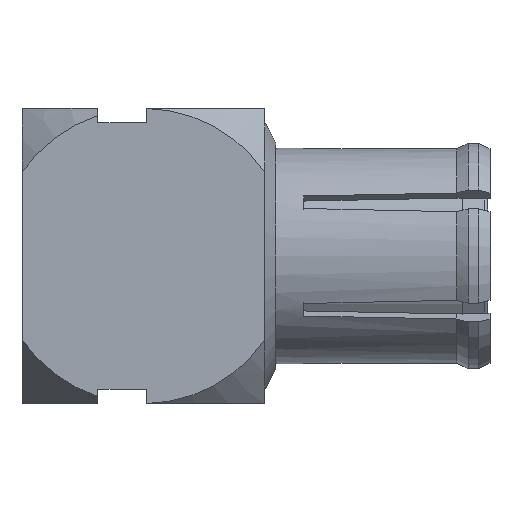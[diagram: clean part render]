
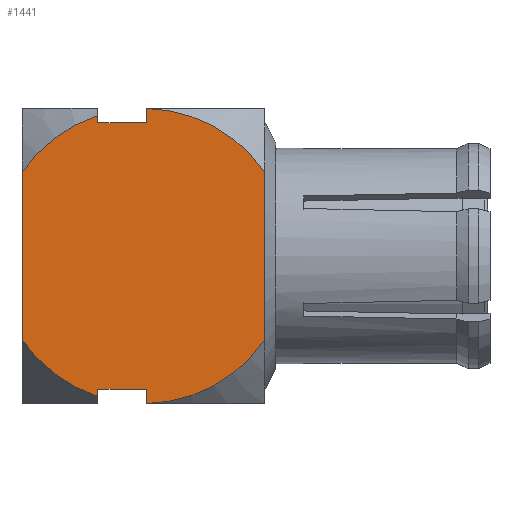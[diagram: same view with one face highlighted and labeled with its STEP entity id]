
A CAD part, left-side view. The second image highlights one B-rep face of the part: STEP entity #1441.
In plain terms, the highlighted planar face has unit normal (-1, 0, 0).
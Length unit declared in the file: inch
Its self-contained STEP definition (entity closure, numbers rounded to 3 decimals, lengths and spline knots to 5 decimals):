
#84 = DIRECTION ( 'NONE',  ( 0., 0., -1. ) ) ;
#88 = CARTESIAN_POINT ( 'NONE',  ( -0.1056, 0.1634, 0.092 ) ) ;
#95 = CARTESIAN_POINT ( 'NONE',  ( -0.1056, 0.0813, -0.05786 ) ) ;
#101 = CARTESIAN_POINT ( 'NONE',  ( -0.1056, 0.0813, 0.102 ) ) ;
#157 = EDGE_CURVE ( 'NONE', #2245, #2844, #3466, .T. ) ;
#163 = CARTESIAN_POINT ( 'NONE',  ( -0.1056, 0.1968, 0.092 ) ) ;
#176 = EDGE_CURVE ( 'NONE', #2641, #804, #1321, .T. ) ;
#261 = CARTESIAN_POINT ( 'NONE',  ( -0.1056, 0.0813, 0.092 ) ) ;
#273 = ORIENTED_EDGE ( 'NONE', *, *, #1215, .F. ) ;
#353 = CARTESIAN_POINT ( 'NONE',  ( -0.1056, 0.1968, -0.09701 ) ) ;
#368 = CARTESIAN_POINT ( 'NONE',  ( -0.1056, 0.1653, 0. ) ) ;
#405 = CARTESIAN_POINT ( 'NONE',  ( -0.1056, 0.0813, 0.102 ) ) ;
#414 = ORIENTED_EDGE ( 'NONE', *, *, #2420, .T. ) ;
#427 = CARTESIAN_POINT ( 'NONE',  ( -0.1056, 0.0813, 0.05786 ) ) ;
#455 = CARTESIAN_POINT ( 'NONE',  ( -0.1056, 0.1653, 0. ) ) ;
#466 = CARTESIAN_POINT ( 'NONE',  ( -0.1056, 0.1634, 0.102 ) ) ;
#512 = ORIENTED_EDGE ( 'NONE', *, *, #1933, .T. ) ;
#532 = VECTOR ( 'NONE', #84, 39.37008 ) ;
#590 = ORIENTED_EDGE ( 'NONE', *, *, #157, .F. ) ;
#619 = ORIENTED_EDGE ( 'NONE', *, *, #2508, .T. ) ;
#697 = VERTEX_POINT ( 'NONE', #88 ) ;
#718 = ORIENTED_EDGE ( 'NONE', *, *, #2677, .F. ) ;
#740 = LINE ( 'NONE', #261, #3089 ) ;
#804 = VERTEX_POINT ( 'NONE', #353 ) ;
#813 = DIRECTION ( 'NONE',  ( 0., 0., 1. ) ) ;
#936 = CARTESIAN_POINT ( 'NONE',  ( -0.10559, 0.1634, -0.10199 ) ) ;
#963 = ORIENTED_EDGE ( 'NONE', *, *, #2103, .F. ) ;
#1010 = VERTEX_POINT ( 'NONE', #1421 ) ;
#1034 = VERTEX_POINT ( 'NONE', #2639 ) ;
#1066 = CIRCLE ( 'NONE', #2703, 0.102 ) ;
#1160 = EDGE_CURVE ( 'NONE', #697, #1978, #740, .T. ) ;
#1179 = VERTEX_POINT ( 'NONE', #2132 ) ;
#1207 = DIRECTION ( 'NONE',  ( 0., 0., -1. ) ) ;
#1215 = EDGE_CURVE ( 'NONE', #804, #1835, #2461, .T. ) ;
#1247 = CARTESIAN_POINT ( 'NONE',  ( -0.1056, 0.1968, 0.102 ) ) ;
#1256 = DIRECTION ( 'NONE',  ( 0., 0., 1. ) ) ;
#1281 = CARTESIAN_POINT ( 'NONE',  ( -0.1056, 0.2493, -0.05786 ) ) ;
#1316 = AXIS2_PLACEMENT_3D ( 'NONE', #1343, #3016, #2188 ) ;
#1321 = LINE ( 'NONE', #2741, #532 ) ;
#1343 = CARTESIAN_POINT ( 'NONE',  ( -0.1056, 0.1653, 0. ) ) ;
#1353 = VECTOR ( 'NONE', #2657, 39.37008 ) ;
#1354 = VECTOR ( 'NONE', #2543, 39.37008 ) ;
#1378 = DIRECTION ( 'NONE',  ( 0., 0., -1. ) ) ;
#1397 = LINE ( 'NONE', #101, #2086 ) ;
#1406 = EDGE_CURVE ( 'NONE', #1179, #1835, #2344, .T. ) ;
#1421 = CARTESIAN_POINT ( 'NONE',  ( -0.10559, 0.1634, 0.10199 ) ) ;
#1441 = ADVANCED_FACE ( 'NONE', ( #1530 ), #3145, .F. ) ;
#1466 = EDGE_CURVE ( 'NONE', #2641, #2873, #3130, .T. ) ;
#1530 = FACE_OUTER_BOUND ( 'NONE', #1722, .T. ) ;
#1531 = VECTOR ( 'NONE', #813, 39.37008 ) ;
#1547 = AXIS2_PLACEMENT_3D ( 'NONE', #405, #2847, #1207 ) ;
#1635 = CARTESIAN_POINT ( 'NONE',  ( -0.1056, 0.1968, -0.092 ) ) ;
#1649 = VECTOR ( 'NONE', #2576, 39.37008 ) ;
#1650 = DIRECTION ( 'NONE',  ( 0., 0., -1. ) ) ;
#1652 = CARTESIAN_POINT ( 'NONE',  ( -0.1056, 0.1634, 0.102 ) ) ;
#1722 = EDGE_LOOP ( 'NONE', ( #2723, #3157, #963, #590, #718, #1765, #414, #3181, #512, #619, #3472, #273 ) ) ;
#1765 = ORIENTED_EDGE ( 'NONE', *, *, #2037, .F. ) ;
#1767 = DIRECTION ( 'NONE',  ( 0., -1., 0. ) ) ;
#1793 = CARTESIAN_POINT ( 'NONE',  ( -0.1056, 0.0813, -0.092 ) ) ;
#1815 = CIRCLE ( 'NONE', #3082, 0.102 ) ;
#1835 = VERTEX_POINT ( 'NONE', #1281 ) ;
#1856 = LINE ( 'NONE', #466, #1353 ) ;
#1895 = VECTOR ( 'NONE', #1767, 39.37008 ) ;
#1933 = EDGE_CURVE ( 'NONE', #1978, #1034, #2387, .T. ) ;
#1978 = VERTEX_POINT ( 'NONE', #163 ) ;
#2037 = EDGE_CURVE ( 'NONE', #1010, #2884, #1066, .T. ) ;
#2070 = DIRECTION ( 'NONE',  ( 0., 0., -1. ) ) ;
#2086 = VECTOR ( 'NONE', #1378, 39.37008 ) ;
#2103 = EDGE_CURVE ( 'NONE', #2844, #2873, #2994, .T. ) ;
#2132 = CARTESIAN_POINT ( 'NONE',  ( -0.1056, 0.2493, 0.05786 ) ) ;
#2152 = CARTESIAN_POINT ( 'NONE',  ( -0.1056, 0.1653, 0. ) ) ;
#2188 = DIRECTION ( 'NONE',  ( 0., 0., -1. ) ) ;
#2244 = AXIS2_PLACEMENT_3D ( 'NONE', #2152, #2422, #1650 ) ;
#2245 = VERTEX_POINT ( 'NONE', #95 ) ;
#2278 = CARTESIAN_POINT ( 'NONE',  ( -0.1056, 0.1634, -0.092 ) ) ;
#2343 = DIRECTION ( 'NONE',  ( -1., 0., 0. ) ) ;
#2344 = LINE ( 'NONE', #3087, #1354 ) ;
#2387 = LINE ( 'NONE', #1247, #1649 ) ;
#2420 = EDGE_CURVE ( 'NONE', #1010, #697, #1856, .T. ) ;
#2422 = DIRECTION ( 'NONE',  ( 1., 0., 0. ) ) ;
#2461 = CIRCLE ( 'NONE', #1316, 0.102 ) ;
#2508 = EDGE_CURVE ( 'NONE', #1034, #1179, #1815, .T. ) ;
#2543 = DIRECTION ( 'NONE',  ( 0., 0., -1. ) ) ;
#2576 = DIRECTION ( 'NONE',  ( 0., 0., 1. ) ) ;
#2614 = DIRECTION ( 'NONE',  ( 1., 0., 0. ) ) ;
#2639 = CARTESIAN_POINT ( 'NONE',  ( -0.1056, 0.1968, 0.09701 ) ) ;
#2641 = VERTEX_POINT ( 'NONE', #1635 ) ;
#2657 = DIRECTION ( 'NONE',  ( 0., 0., -1. ) ) ;
#2677 = EDGE_CURVE ( 'NONE', #2884, #2245, #1397, .T. ) ;
#2703 = AXIS2_PLACEMENT_3D ( 'NONE', #368, #2614, #2070 ) ;
#2723 = ORIENTED_EDGE ( 'NONE', *, *, #176, .F. ) ;
#2741 = CARTESIAN_POINT ( 'NONE',  ( -0.1056, 0.1968, 0.102 ) ) ;
#2844 = VERTEX_POINT ( 'NONE', #936 ) ;
#2847 = DIRECTION ( 'NONE',  ( 1., 0., 0. ) ) ;
#2873 = VERTEX_POINT ( 'NONE', #2278 ) ;
#2884 = VERTEX_POINT ( 'NONE', #427 ) ;
#2994 = LINE ( 'NONE', #1652, #1531 ) ;
#3016 = DIRECTION ( 'NONE',  ( 1., 0., 0. ) ) ;
#3082 = AXIS2_PLACEMENT_3D ( 'NONE', #455, #2343, #1256 ) ;
#3087 = CARTESIAN_POINT ( 'NONE',  ( -0.1056, 0.2493, 0.102 ) ) ;
#3089 = VECTOR ( 'NONE', #3468, 39.37008 ) ;
#3130 = LINE ( 'NONE', #1793, #1895 ) ;
#3145 = PLANE ( 'NONE',  #1547 ) ;
#3157 = ORIENTED_EDGE ( 'NONE', *, *, #1466, .T. ) ;
#3181 = ORIENTED_EDGE ( 'NONE', *, *, #1160, .T. ) ;
#3466 = CIRCLE ( 'NONE', #2244, 0.102 ) ;
#3468 = DIRECTION ( 'NONE',  ( 0., 1., 0. ) ) ;
#3472 = ORIENTED_EDGE ( 'NONE', *, *, #1406, .T. ) ;
